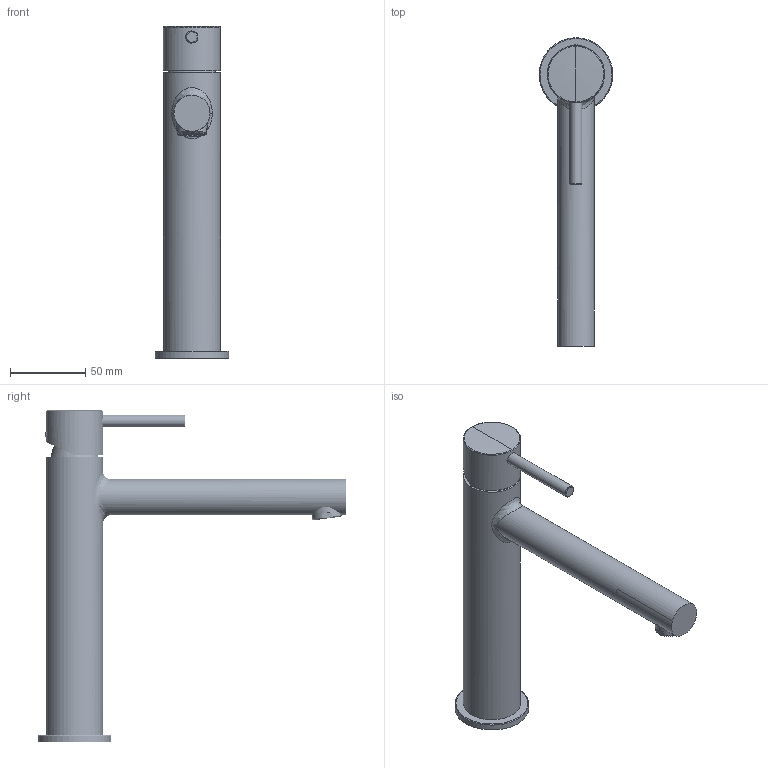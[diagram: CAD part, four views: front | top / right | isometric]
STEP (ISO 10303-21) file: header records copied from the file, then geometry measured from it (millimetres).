
FILE_DESCRIPTION(/* description */ (''),/* implementation_level */ '2;1');
FILE_NAME(/* name */ 'STEP - 164832104_2267196',/* time_stamp */ '2024-07-22T12:01:47+10:00',/* author */ (''),/* organization */ (''),/* preprocessor_version */ 'ST-DEVELOPER v16.5',/* originating_system */ 'Rhino 7.23',/* authorisation */ '');
FILE_SCHEMA (('AUTOMOTIVE_DESIGN'));
Length unit declared in the file: millimetre
Products named in the file (19): Document; 1648321_ASM; 20800091060118; 20203041072617; 20501179160116; 20501232160115; 20501173160214; 20800233060113; 20205339012612; 2020264702264; 2060628001262; 203101459901_ASM25; 203101459901-18; 203101459901-29; 203101459901-310; 2050554101267; 2050226401056; 20401183990111; 201136482426
Assembly tree (20 placements, depth 4):
  Document
    1648321_ASM
      20800091060118
      20203041072617
      20501179160116
      20501232160115  x2
      20501173160214
      20800233060113  x2
      20205339012612
      2020264702264
      2060628001262
      203101459901_ASM25
        203101459901-18
        203101459901-29
        203101459901-310
      2050554101267
      2050226401056
      20401183990111
      201136482426
Bounding box: 49 x 205.46 x 221.06 mm (x, y, z)
Volume: 118881.4 mm3; surface area: 102788.4 mm2
Topology: 19 solids, 30 shells, 3726 faces, 8647 edges, 5679 vertices
Faces by surface type: plane 1902, cylinder 1598, bspline 226
Entity records: 119669 total; most frequent: CARTESIAN_POINT 58153, ORIENTED_EDGE 17146, EDGE_CURVE 8597, B_SPLINE_CURVE_WITH_KNOTS 6301, VERTEX_POINT 5655, EDGE_LOOP 4488, ADVANCED_FACE 3707, FACE_OUTER_BOUND 3707
